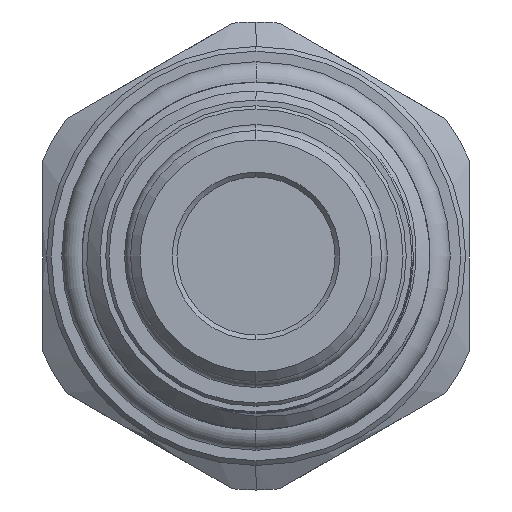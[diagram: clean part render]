
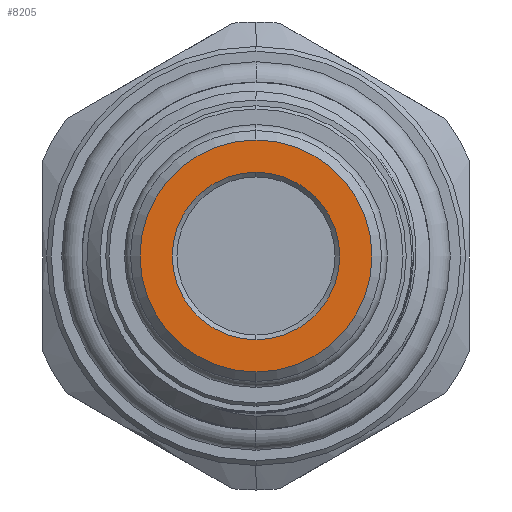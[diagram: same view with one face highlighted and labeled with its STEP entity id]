
A CAD part, left-side view. The second image highlights one B-rep face of the part: STEP entity #8205.
In plain terms, the highlighted planar face has unit normal (-1, 0, 0).
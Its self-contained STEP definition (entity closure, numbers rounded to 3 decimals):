
#772 = AXIS2_PLACEMENT_3D ( 'NONE', #11543, #17047, #19709 ) ;
#2124 = VERTEX_POINT ( 'NONE', #7944 ) ;
#2567 = AXIS2_PLACEMENT_3D ( 'NONE', #8965, #27462, #11609 ) ;
#3383 = EDGE_CURVE ( 'NONE', #9650, #20632, #22802, .T. ) ;
#6008 = FACE_OUTER_BOUND ( 'NONE', #16720, .T. ) ;
#7944 = CARTESIAN_POINT ( 'NONE',  ( -21.05, 0., -7.335 ) ) ;
#8205 = ADVANCED_FACE ( 'NONE', ( #16304, #6008 ), #13787, .F. ) ;
#8223 = CIRCLE ( 'NONE', #772, 7.335 ) ;
#8244 = VERTEX_POINT ( 'NONE', #10219 ) ;
#8965 = CARTESIAN_POINT ( 'NONE',  ( -21.05, 0., 0. ) ) ;
#9007 = CARTESIAN_POINT ( 'NONE',  ( -21.05, 0., -5.3 ) ) ;
#9382 = DIRECTION ( 'NONE',  ( 1., 0., 0. ) ) ;
#9650 = VERTEX_POINT ( 'NONE', #29794 ) ;
#10219 = CARTESIAN_POINT ( 'NONE',  ( -21.05, 0., 7.335 ) ) ;
#10227 = ORIENTED_EDGE ( 'NONE', *, *, #33505, .F. ) ;
#10306 = EDGE_CURVE ( 'NONE', #20632, #9650, #23745, .T. ) ;
#11543 = CARTESIAN_POINT ( 'NONE',  ( -21.05, 0., 0. ) ) ;
#11609 = DIRECTION ( 'NONE',  ( 0., 0., -1. ) ) ;
#12297 = DIRECTION ( 'NONE',  ( 1., 0., 0. ) ) ;
#13764 = AXIS2_PLACEMENT_3D ( 'NONE', #24292, #21632, #32182 ) ;
#13787 = PLANE ( 'NONE',  #13764 ) ;
#14335 = CARTESIAN_POINT ( 'NONE',  ( -21.05, 0., 0. ) ) ;
#16304 = FACE_BOUND ( 'NONE', #28693, .T. ) ;
#16720 = EDGE_LOOP ( 'NONE', ( #10227, #29537 ) ) ;
#17047 = DIRECTION ( 'NONE',  ( 1., 0., 0. ) ) ;
#19160 = AXIS2_PLACEMENT_3D ( 'NONE', #14335, #9382, #30526 ) ;
#19709 = DIRECTION ( 'NONE',  ( 0., 0., -1. ) ) ;
#20255 = DIRECTION ( 'NONE',  ( 0., 0., -1. ) ) ;
#20632 = VERTEX_POINT ( 'NONE', #9007 ) ;
#20670 = EDGE_CURVE ( 'NONE', #8244, #2124, #8223, .T. ) ;
#21632 = DIRECTION ( 'NONE',  ( 1., 0., 0. ) ) ;
#22802 = CIRCLE ( 'NONE', #33345, 5.3 ) ;
#23226 = ORIENTED_EDGE ( 'NONE', *, *, #3383, .T. ) ;
#23745 = CIRCLE ( 'NONE', #2567, 5.3 ) ;
#24292 = CARTESIAN_POINT ( 'NONE',  ( -21.05, 7.335, 0. ) ) ;
#27462 = DIRECTION ( 'NONE',  ( 1., 0., 0. ) ) ;
#28693 = EDGE_LOOP ( 'NONE', ( #23226, #30359 ) ) ;
#29023 = CIRCLE ( 'NONE', #19160, 7.335 ) ;
#29537 = ORIENTED_EDGE ( 'NONE', *, *, #20670, .F. ) ;
#29794 = CARTESIAN_POINT ( 'NONE',  ( -21.05, 0., 5.3 ) ) ;
#30359 = ORIENTED_EDGE ( 'NONE', *, *, #10306, .T. ) ;
#30526 = DIRECTION ( 'NONE',  ( 0., 0., -1. ) ) ;
#32182 = DIRECTION ( 'NONE',  ( 0., 0., -1. ) ) ;
#33107 = CARTESIAN_POINT ( 'NONE',  ( -21.05, 0., 0. ) ) ;
#33345 = AXIS2_PLACEMENT_3D ( 'NONE', #33107, #12297, #20255 ) ;
#33505 = EDGE_CURVE ( 'NONE', #2124, #8244, #29023, .T. ) ;
